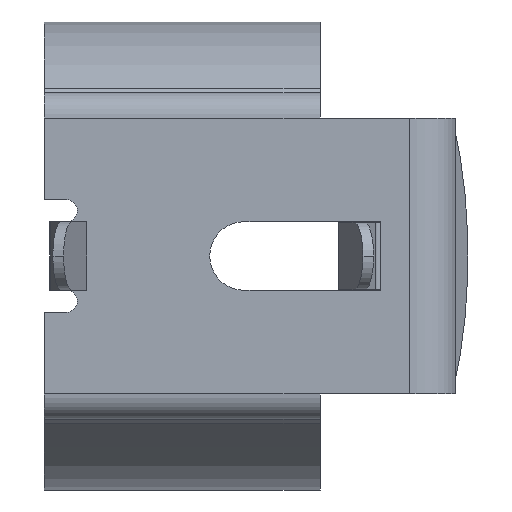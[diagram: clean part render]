
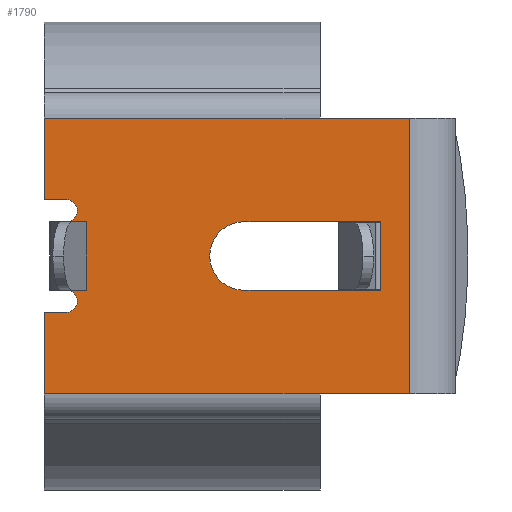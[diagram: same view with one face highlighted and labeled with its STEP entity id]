
A CAD part, front view. The second image highlights one B-rep face of the part: STEP entity #1790.
In plain terms, the highlighted planar face has unit normal (0, -1, 0).
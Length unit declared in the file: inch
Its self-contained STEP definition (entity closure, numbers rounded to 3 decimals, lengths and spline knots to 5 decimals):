
#828 = DIRECTION ( 'NONE',  ( -1., 0., 0. ) ) ;
#829 = VECTOR ( 'NONE', #828, 39.37008 ) ;
#830 = CARTESIAN_POINT ( 'NONE',  ( 0., 0., -0.125 ) ) ;
#831 = LINE ( 'NONE', #830, #829 ) ;
#832 = CARTESIAN_POINT ( 'NONE',  ( 0.331, 0., -0.125 ) ) ;
#842 = CARTESIAN_POINT ( 'NONE',  ( 0.25, 0., -0.125 ) ) ;
#883 = CARTESIAN_POINT ( 'NONE',  ( 0.02, 0., 0.051 ) ) ;
#884 = LINE ( 'NONE', #883, #945 ) ;
#885 = DIRECTION ( 'NONE',  ( 0., 0., 1. ) ) ;
#886 = VECTOR ( 'NONE', #885, 39.37008 ) ;
#887 = CARTESIAN_POINT ( 'NONE',  ( 0., 0., 0.051 ) ) ;
#888 = DIRECTION ( 'NONE',  ( 0., 0., -1. ) ) ;
#889 = DIRECTION ( 'NONE',  ( 0., -1., 0. ) ) ;
#890 = CARTESIAN_POINT ( 'NONE',  ( 0.02, 0., 0.041 ) ) ;
#891 = LINE ( 'NONE', #887, #886 ) ;
#892 = AXIS2_PLACEMENT_3D ( 'NONE', #890, #889, #888 ) ;
#893 = PLANE ( 'NONE',  #892 ) ;
#894 = FACE_BOUND ( 'NONE', #1796, .T. ) ;
#895 = FACE_OUTER_BOUND ( 'NONE', #1791, .T. ) ;
#915 = LINE ( 'NONE', #978, #977 ) ;
#916 = DIRECTION ( 'NONE',  ( 1., 0., 0. ) ) ;
#917 = VECTOR ( 'NONE', #916, 39.37008 ) ;
#918 = CARTESIAN_POINT ( 'NONE',  ( 0.02, 0., -0.051 ) ) ;
#919 = LINE ( 'NONE', #918, #917 ) ;
#925 = DIRECTION ( 'NONE',  ( 0., 0., 1. ) ) ;
#926 = VECTOR ( 'NONE', #925, 39.37008 ) ;
#927 = CARTESIAN_POINT ( 'NONE',  ( 0.305, 0., -0.0305 ) ) ;
#928 = LINE ( 'NONE', #927, #926 ) ;
#929 = CARTESIAN_POINT ( 'NONE',  ( 0.305, 0., 0.0305 ) ) ;
#930 = CARTESIAN_POINT ( 'NONE',  ( 0.305, 0., 0.031 ) ) ;
#931 = DIRECTION ( 'NONE',  ( 0., 0., -1. ) ) ;
#932 = VECTOR ( 'NONE', #931, 39.37008 ) ;
#933 = CARTESIAN_POINT ( 'NONE',  ( 0.305, 0., 0.031 ) ) ;
#934 = LINE ( 'NONE', #933, #932 ) ;
#944 = DIRECTION ( 'NONE',  ( -1., 0., 0. ) ) ;
#945 = VECTOR ( 'NONE', #944, 39.37008 ) ;
#958 = CARTESIAN_POINT ( 'NONE',  ( 0.305, 0., -0.031 ) ) ;
#959 = CARTESIAN_POINT ( 'NONE',  ( 0.305, 0., -0.0305 ) ) ;
#960 = DIRECTION ( 'NONE',  ( 0., 0., -1. ) ) ;
#961 = VECTOR ( 'NONE', #960, 39.37008 ) ;
#962 = CARTESIAN_POINT ( 'NONE',  ( 0.305, 0., 0.031 ) ) ;
#963 = LINE ( 'NONE', #962, #961 ) ;
#969 = CARTESIAN_POINT ( 'NONE',  ( 0., 0., 0.051 ) ) ;
#970 = CARTESIAN_POINT ( 'NONE',  ( 0., 0., 0.125 ) ) ;
#971 = DIRECTION ( 'NONE',  ( 1., 0., 0. ) ) ;
#972 = VECTOR ( 'NONE', #971, 39.37008 ) ;
#973 = CARTESIAN_POINT ( 'NONE',  ( 0., 0., 0.125 ) ) ;
#974 = LINE ( 'NONE', #973, #972 ) ;
#975 = CARTESIAN_POINT ( 'NONE',  ( 0., 0., -0.125 ) ) ;
#976 = DIRECTION ( 'NONE',  ( 0., 0., 1. ) ) ;
#977 = VECTOR ( 'NONE', #976, 39.37008 ) ;
#978 = CARTESIAN_POINT ( 'NONE',  ( 0., 0., -0.051 ) ) ;
#996 = DIRECTION ( 'NONE',  ( 1., 0., 0. ) ) ;
#997 = VECTOR ( 'NONE', #996, 39.37008 ) ;
#998 = CARTESIAN_POINT ( 'NONE',  ( 0.305, 0., 0.031 ) ) ;
#1002 = LINE ( 'NONE', #998, #997 ) ;
#1009 = CARTESIAN_POINT ( 'NONE',  ( 0.02, 0., -0.051 ) ) ;
#1010 = DIRECTION ( 'NONE',  ( 0., 0., 1. ) ) ;
#1011 = DIRECTION ( 'NONE',  ( 0., -1., 0. ) ) ;
#1012 = CARTESIAN_POINT ( 'NONE',  ( 0.02, 0., -0.041 ) ) ;
#1013 = AXIS2_PLACEMENT_3D ( 'NONE', #1012, #1011, #1010 ) ;
#1014 = CIRCLE ( 'NONE', #1013, 0.01 ) ;
#1015 = DIRECTION ( 'NONE',  ( 0., 0., 1. ) ) ;
#1016 = VECTOR ( 'NONE', #1015, 39.37008 ) ;
#1017 = CARTESIAN_POINT ( 'NONE',  ( 0.02, 0., -0.031 ) ) ;
#1018 = LINE ( 'NONE', #1017, #1016 ) ;
#1019 = CARTESIAN_POINT ( 'NONE',  ( 0.331, 0., 0.125 ) ) ;
#1020 = DIRECTION ( 'NONE',  ( 0., 0., -1. ) ) ;
#1021 = VECTOR ( 'NONE', #1020, 39.37008 ) ;
#1022 = CARTESIAN_POINT ( 'NONE',  ( 0.331, 0., -0.125 ) ) ;
#1023 = LINE ( 'NONE', #1022, #1021 ) ;
#1024 = DIRECTION ( 'NONE',  ( 1., 0., 0. ) ) ;
#1025 = VECTOR ( 'NONE', #1024, 39.37008 ) ;
#1026 = CARTESIAN_POINT ( 'NONE',  ( 0., 0., -0.125 ) ) ;
#1027 = LINE ( 'NONE', #1026, #1025 ) ;
#1029 = CARTESIAN_POINT ( 'NONE',  ( 0.02, 0., -0.031 ) ) ;
#1030 = CARTESIAN_POINT ( 'NONE',  ( 0.02, 0., 0.051 ) ) ;
#1031 = CARTESIAN_POINT ( 'NONE',  ( 0.02, 0., 0.031 ) ) ;
#1032 = DIRECTION ( 'NONE',  ( 0., 0., -1. ) ) ;
#1033 = DIRECTION ( 'NONE',  ( 0., -1., 0. ) ) ;
#1034 = CARTESIAN_POINT ( 'NONE',  ( 0.02, 0., 0.041 ) ) ;
#1035 = AXIS2_PLACEMENT_3D ( 'NONE', #1034, #1033, #1032 ) ;
#1036 = CIRCLE ( 'NONE', #1035, 0.01 ) ;
#1067 = CARTESIAN_POINT ( 'NONE',  ( 0.25, 0., 0.125 ) ) ;
#1068 = DIRECTION ( 'NONE',  ( 1., 0., 0. ) ) ;
#1069 = VECTOR ( 'NONE', #1068, 39.37008 ) ;
#1070 = CARTESIAN_POINT ( 'NONE',  ( 0., 0., 0.125 ) ) ;
#1071 = LINE ( 'NONE', #1070, #1069 ) ;
#1072 = CARTESIAN_POINT ( 'NONE',  ( 0., 0., -0.051 ) ) ;
#1503 = EDGE_CURVE ( 'NONE', #1511, #1507, #3496, .T. ) ;
#1505 = EDGE_CURVE ( 'NONE', #1826, #1511, #3491, .T. ) ;
#1507 = VERTEX_POINT ( 'NONE', #3487 ) ;
#1510 = ORIENTED_EDGE ( 'NONE', *, *, #1840, .T. ) ;
#1511 = VERTEX_POINT ( 'NONE', #3482 ) ;
#1512 = ORIENTED_EDGE ( 'NONE', *, *, #1505, .T. ) ;
#1519 = ORIENTED_EDGE ( 'NONE', *, *, #1503, .T. ) ;
#1751 = VERTEX_POINT ( 'NONE', #842 ) ;
#1757 = VERTEX_POINT ( 'NONE', #832 ) ;
#1759 = EDGE_CURVE ( 'NONE', #1757, #1751, #831, .T. ) ;
#1790 = ADVANCED_FACE ( 'NONE', ( #895, #894 ), #893, .T. ) ;
#1791 = EDGE_LOOP ( 'NONE', ( #1852, #1856, #1866, #1810, #1812, #1859, #1861, #1862, #1870, #1815, #1818, #1794 ) ) ;
#1793 = EDGE_CURVE ( 'NONE', #1819, #1817, #891, .T. ) ;
#1794 = ORIENTED_EDGE ( 'NONE', *, *, #1795, .F. ) ;
#1795 = EDGE_CURVE ( 'NONE', #1855, #1819, #884, .T. ) ;
#1796 = EDGE_LOOP ( 'NONE', ( #1797, #1806, #1808, #1512, #1519, #1510 ) ) ;
#1797 = ORIENTED_EDGE ( 'NONE', *, *, #1803, .T. ) ;
#1803 = EDGE_CURVE ( 'NONE', #1804, #1805, #934, .T. ) ;
#1804 = VERTEX_POINT ( 'NONE', #930 ) ;
#1805 = VERTEX_POINT ( 'NONE', #929 ) ;
#1806 = ORIENTED_EDGE ( 'NONE', *, *, #1807, .F. ) ;
#1807 = EDGE_CURVE ( 'NONE', #1825, #1805, #928, .T. ) ;
#1808 = ORIENTED_EDGE ( 'NONE', *, *, #1824, .T. ) ;
#1810 = ORIENTED_EDGE ( 'NONE', *, *, #1811, .F. ) ;
#1811 = EDGE_CURVE ( 'NONE', #1869, #1868, #919, .T. ) ;
#1812 = ORIENTED_EDGE ( 'NONE', *, *, #1813, .F. ) ;
#1813 = EDGE_CURVE ( 'NONE', #1814, #1869, #915, .T. ) ;
#1814 = VERTEX_POINT ( 'NONE', #975 ) ;
#1815 = ORIENTED_EDGE ( 'NONE', *, *, #1816, .F. ) ;
#1816 = EDGE_CURVE ( 'NONE', #1817, #1872, #974, .T. ) ;
#1817 = VERTEX_POINT ( 'NONE', #970 ) ;
#1818 = ORIENTED_EDGE ( 'NONE', *, *, #1793, .F. ) ;
#1819 = VERTEX_POINT ( 'NONE', #969 ) ;
#1824 = EDGE_CURVE ( 'NONE', #1825, #1826, #963, .T. ) ;
#1825 = VERTEX_POINT ( 'NONE', #959 ) ;
#1826 = VERTEX_POINT ( 'NONE', #958 ) ;
#1840 = EDGE_CURVE ( 'NONE', #1507, #1804, #1002, .T. ) ;
#1852 = ORIENTED_EDGE ( 'NONE', *, *, #1853, .F. ) ;
#1853 = EDGE_CURVE ( 'NONE', #1854, #1855, #1036, .T. ) ;
#1854 = VERTEX_POINT ( 'NONE', #1031 ) ;
#1855 = VERTEX_POINT ( 'NONE', #1030 ) ;
#1856 = ORIENTED_EDGE ( 'NONE', *, *, #1865, .F. ) ;
#1857 = VERTEX_POINT ( 'NONE', #1029 ) ;
#1859 = ORIENTED_EDGE ( 'NONE', *, *, #1860, .T. ) ;
#1860 = EDGE_CURVE ( 'NONE', #1814, #1751, #1027, .T. ) ;
#1861 = ORIENTED_EDGE ( 'NONE', *, *, #1759, .F. ) ;
#1862 = ORIENTED_EDGE ( 'NONE', *, *, #1863, .F. ) ;
#1863 = EDGE_CURVE ( 'NONE', #1864, #1757, #1023, .T. ) ;
#1864 = VERTEX_POINT ( 'NONE', #1019 ) ;
#1865 = EDGE_CURVE ( 'NONE', #1857, #1854, #1018, .T. ) ;
#1866 = ORIENTED_EDGE ( 'NONE', *, *, #1867, .F. ) ;
#1867 = EDGE_CURVE ( 'NONE', #1868, #1857, #1014, .T. ) ;
#1868 = VERTEX_POINT ( 'NONE', #1009 ) ;
#1869 = VERTEX_POINT ( 'NONE', #1072 ) ;
#1870 = ORIENTED_EDGE ( 'NONE', *, *, #1871, .F. ) ;
#1871 = EDGE_CURVE ( 'NONE', #1872, #1864, #1071, .T. ) ;
#1872 = VERTEX_POINT ( 'NONE', #1067 ) ;
#3482 = CARTESIAN_POINT ( 'NONE',  ( 0.181, 0., -0.031 ) ) ;
#3487 = CARTESIAN_POINT ( 'NONE',  ( 0.181, 0., 0.031 ) ) ;
#3488 = DIRECTION ( 'NONE',  ( -1., 0., 0. ) ) ;
#3489 = VECTOR ( 'NONE', #3488, 39.37008 ) ;
#3490 = CARTESIAN_POINT ( 'NONE',  ( 0.305, 0., -0.031 ) ) ;
#3491 = LINE ( 'NONE', #3490, #3489 ) ;
#3492 = DIRECTION ( 'NONE',  ( 0., 0., 1. ) ) ;
#3493 = DIRECTION ( 'NONE',  ( 0., 1., 0. ) ) ;
#3494 = CARTESIAN_POINT ( 'NONE',  ( 0.181, 0., 0. ) ) ;
#3495 = AXIS2_PLACEMENT_3D ( 'NONE', #3494, #3493, #3492 ) ;
#3496 = CIRCLE ( 'NONE', #3495, 0.031 ) ;
